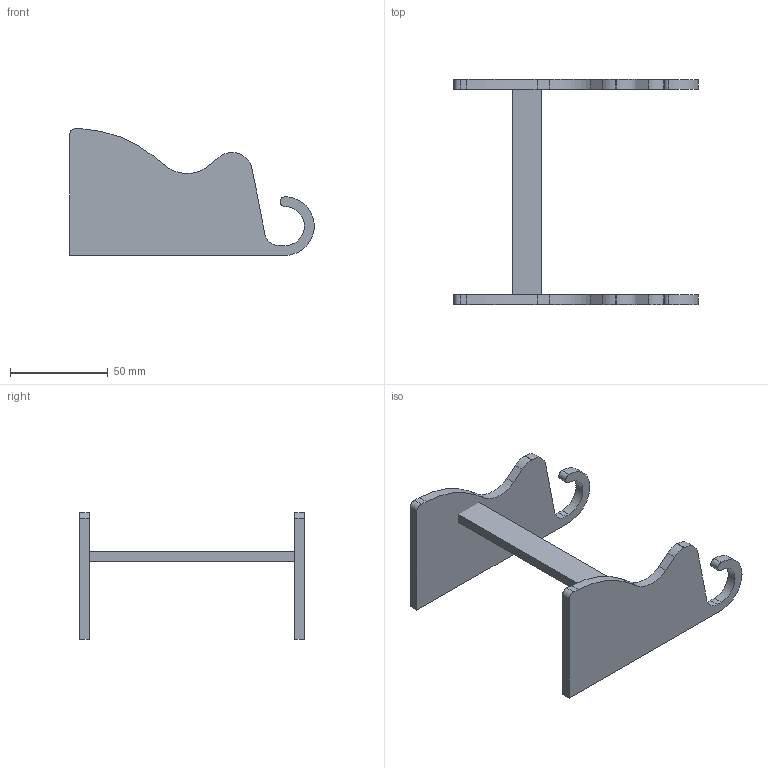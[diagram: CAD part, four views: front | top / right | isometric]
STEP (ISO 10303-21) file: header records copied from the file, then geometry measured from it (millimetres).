
FILE_DESCRIPTION(/* description */ (''),/* implementation_level */ '2;1');
FILE_NAME(/* name */ 'Schlitten.stp',/* time_stamp */ '2018-12-14T16:51:23+01:00',/* author */ (''),/* organization */ (''),/* preprocessor_version */ 'ST-DEVELOPER v16.7',/* originating_system */ 'SIEMENS PLM Software NX 12.0',/* authorisation */ '');
FILE_SCHEMA (('AUTOMOTIVE_DESIGN { 1 0 10303 214 3 1 1 1 }'));
Length unit declared in the file: millimetre
Products named in the file (1): Schlitten
Bounding box: 125 x 115 x 64.82 mm (x, y, z)
Volume: 62319.5 mm3; surface area: 30160.2 mm2
Topology: 2 solids, 2 shells, 43 faces, 114 edges, 76 vertices
Faces by surface type: plane 23, cylinder 20
Entity records: 1377 total; most frequent: DIRECTION 242, CARTESIAN_POINT 234, ORIENTED_EDGE 228, EDGE_CURVE 114, AXIS2_PLACEMENT_3D 84, VERTEX_POINT 76, LINE 74, VECTOR 74
